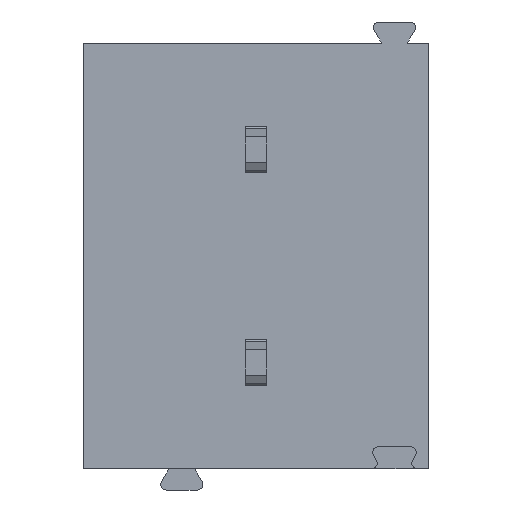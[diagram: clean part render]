
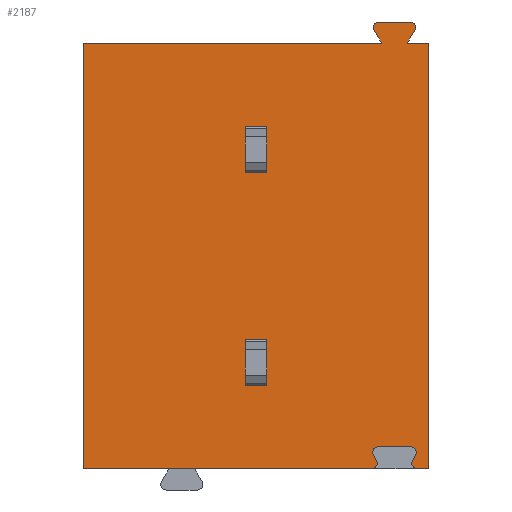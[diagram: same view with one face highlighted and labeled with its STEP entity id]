
A CAD part, front view. The second image highlights one B-rep face of the part: STEP entity #2187.
In plain terms, the highlighted planar face has unit normal (0, -1, 0).
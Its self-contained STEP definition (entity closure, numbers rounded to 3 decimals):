
#38=DIRECTION('',(1.,0.,0.));
#39=VECTOR('',#38,6.77);
#40=CARTESIAN_POINT('',(-4.05,-5.,-7.5));
#41=LINE('',#40,#39);
#54=DIRECTION('',(1.,0.,0.));
#55=VECTOR('',#54,0.26);
#56=CARTESIAN_POINT('',(3.79,-5.,-7.5));
#57=LINE('',#56,#55);
#238=DIRECTION('',(1.,0.,0.));
#239=VECTOR('',#238,0.495);
#240=CARTESIAN_POINT('',(3.555,-5.,2.5));
#241=LINE('',#240,#239);
#254=DIRECTION('',(1.,0.,0.));
#255=VECTOR('',#254,7.005);
#256=CARTESIAN_POINT('',(-4.05,-5.,2.5));
#257=LINE('',#256,#255);
#339=DIRECTION('',(0.,0.,1.));
#340=VECTOR('',#339,10.);
#341=CARTESIAN_POINT('',(4.05,-5.,-7.5));
#342=LINE('',#341,#340);
#359=DIRECTION('',(0.5,0.,-0.866));
#360=VECTOR('',#359,0.144);
#361=CARTESIAN_POINT('',(2.76,-5.,-7.18));
#362=LINE('',#361,#360);
#363=CARTESIAN_POINT('',(2.72,-5.,-7.37));
#364=DIRECTION('',(0.,-1.,0.));
#365=DIRECTION('',(0.,0.,-1.));
#366=AXIS2_PLACEMENT_3D('',#363,#364,#365);
#368=DIRECTION('',(0.,0.,1.));
#369=VECTOR('',#368,10.);
#370=CARTESIAN_POINT('',(-4.05,-5.,-7.5));
#371=LINE('',#370,#369);
#372=DIRECTION('',(0.5,0.,-0.866));
#373=VECTOR('',#372,0.352);
#374=CARTESIAN_POINT('',(2.779,-5.,2.805));
#375=LINE('',#374,#373);
#376=CARTESIAN_POINT('',(2.891,-5.,2.87));
#377=DIRECTION('',(0.,-1.,0.));
#378=DIRECTION('',(0.,0.,1.));
#379=AXIS2_PLACEMENT_3D('',#376,#377,#378);
#381=DIRECTION('',(-1.,0.,0.));
#382=VECTOR('',#381,0.727);
#383=CARTESIAN_POINT('',(3.619,-5.,3.));
#384=LINE('',#383,#382);
#385=CARTESIAN_POINT('',(3.619,-5.,2.87));
#386=DIRECTION('',(0.,-1.,0.));
#387=DIRECTION('',(0.866,0.,-0.5));
#388=AXIS2_PLACEMENT_3D('',#385,#386,#387);
#390=DIRECTION('',(0.5,0.,0.866));
#391=VECTOR('',#390,0.352);
#392=CARTESIAN_POINT('',(3.555,-5.,2.5));
#393=LINE('',#392,#391);
#394=CARTESIAN_POINT('',(3.79,-5.,-7.37));
#395=DIRECTION('',(0.,-1.,0.));
#396=DIRECTION('',(-0.866,0.,0.5));
#397=AXIS2_PLACEMENT_3D('',#394,#395,#396);
#399=DIRECTION('',(0.5,0.,0.866));
#400=VECTOR('',#399,0.144);
#401=CARTESIAN_POINT('',(3.678,-5.,-7.305));
#402=LINE('',#401,#400);
#403=CARTESIAN_POINT('',(3.637,-5.,-7.115));
#404=DIRECTION('',(0.,-1.,0.));
#405=DIRECTION('',(0.866,0.,-0.5));
#406=AXIS2_PLACEMENT_3D('',#403,#404,#405);
#408=DIRECTION('',(-1.,0.,0.));
#409=VECTOR('',#408,0.764);
#410=CARTESIAN_POINT('',(3.637,-5.,-6.985));
#411=LINE('',#410,#409);
#412=CARTESIAN_POINT('',(2.873,-5.,-7.115));
#413=DIRECTION('',(0.,-1.,0.));
#414=DIRECTION('',(0.,0.,1.));
#415=AXIS2_PLACEMENT_3D('',#412,#413,#414);
#417=DIRECTION('',(0.,0.,-1.));
#418=VECTOR('',#417,1.085);
#419=CARTESIAN_POINT('',(-0.25,-5.,0.543));
#420=LINE('',#419,#418);
#421=DIRECTION('',(1.,0.,0.));
#422=VECTOR('',#421,0.5);
#423=CARTESIAN_POINT('',(-0.25,-5.,-0.543));
#424=LINE('',#423,#422);
#425=DIRECTION('',(0.,0.,-1.));
#426=VECTOR('',#425,1.085);
#427=CARTESIAN_POINT('',(0.25,-5.,0.543));
#428=LINE('',#427,#426);
#429=DIRECTION('',(1.,0.,0.));
#430=VECTOR('',#429,0.5);
#431=CARTESIAN_POINT('',(-0.25,-5.,0.543));
#432=LINE('',#431,#430);
#433=DIRECTION('',(0.,0.,-1.));
#434=VECTOR('',#433,1.085);
#435=CARTESIAN_POINT('',(-0.25,-5.,-4.457));
#436=LINE('',#435,#434);
#437=DIRECTION('',(1.,0.,0.));
#438=VECTOR('',#437,0.5);
#439=CARTESIAN_POINT('',(-0.25,-5.,-5.543));
#440=LINE('',#439,#438);
#441=DIRECTION('',(0.,0.,-1.));
#442=VECTOR('',#441,1.085);
#443=CARTESIAN_POINT('',(0.25,-5.,-4.457));
#444=LINE('',#443,#442);
#445=DIRECTION('',(1.,0.,0.));
#446=VECTOR('',#445,0.5);
#447=CARTESIAN_POINT('',(-0.25,-5.,-4.457));
#448=LINE('',#447,#446);
#1351=CARTESIAN_POINT('',(4.05,-5.,-7.5));
#1353=VERTEX_POINT('',#1351);
#1369=CARTESIAN_POINT('',(-4.05,-5.,-7.5));
#1370=VERTEX_POINT('',#1369);
#1371=CARTESIAN_POINT('',(4.05,-5.,2.5));
#1373=VERTEX_POINT('',#1371);
#1389=CARTESIAN_POINT('',(-4.05,-5.,2.5));
#1390=VERTEX_POINT('',#1389);
#1391=CARTESIAN_POINT('',(3.619,-5.,3.));
#1392=CARTESIAN_POINT('',(2.891,-5.,3.));
#1393=VERTEX_POINT('',#1391);
#1394=VERTEX_POINT('',#1392);
#1395=CARTESIAN_POINT('',(2.779,-5.,2.805));
#1396=VERTEX_POINT('',#1395);
#1397=CARTESIAN_POINT('',(3.731,-5.,2.805));
#1398=VERTEX_POINT('',#1397);
#1411=CARTESIAN_POINT('',(2.955,-5.,2.5));
#1412=VERTEX_POINT('',#1411);
#1413=CARTESIAN_POINT('',(3.555,-5.,2.5));
#1414=VERTEX_POINT('',#1413);
#1431=CARTESIAN_POINT('',(2.72,-5.,-7.5));
#1432=VERTEX_POINT('',#1431);
#1433=CARTESIAN_POINT('',(3.79,-5.,-7.5));
#1434=VERTEX_POINT('',#1433);
#1435=CARTESIAN_POINT('',(2.76,-5.,
-7.18));
#1436=CARTESIAN_POINT('',(2.832,-5.,
-7.305));
#1437=VERTEX_POINT('',#1435);
#1438=VERTEX_POINT('',#1436);
#1439=CARTESIAN_POINT('',(3.678,-5.,
-7.305));
#1440=VERTEX_POINT('',#1439);
#1441=CARTESIAN_POINT('',(3.75,-5.,
-7.18));
#1442=VERTEX_POINT('',#1441);
#1443=CARTESIAN_POINT('',(3.637,-5.,
-6.985));
#1444=VERTEX_POINT('',#1443);
#1445=CARTESIAN_POINT('',(2.873,-5.,
-6.985));
#1446=VERTEX_POINT('',#1445);
#1579=CARTESIAN_POINT('',(-0.25,-5.,0.543));
#1580=CARTESIAN_POINT('',(-0.25,-5.,-0.543));
#1581=VERTEX_POINT('',#1579);
#1582=VERTEX_POINT('',#1580);
#1583=CARTESIAN_POINT('',(0.25,-5.,0.543));
#1584=CARTESIAN_POINT('',(0.25,-5.,-0.543));
#1585=VERTEX_POINT('',#1583);
#1586=VERTEX_POINT('',#1584);
#1667=CARTESIAN_POINT('',(-0.25,-5.,-4.457));
#1668=VERTEX_POINT('',#1667);
#1669=CARTESIAN_POINT('',(-0.25,-5.,-5.543));
#1670=VERTEX_POINT('',#1669);
#1671=CARTESIAN_POINT('',(0.25,-5.,-4.457));
#1672=VERTEX_POINT('',#1671);
#1673=CARTESIAN_POINT('',(0.25,-5.,-5.543));
#1674=VERTEX_POINT('',#1673);
#2129=CARTESIAN_POINT('',(-4.05,-5.,-7.5));
#2130=DIRECTION('',(0.,-1.,0.));
#2131=DIRECTION('',(1.,0.,0.));
#2132=AXIS2_PLACEMENT_3D('',#2129,#2130,#2131);
#2133=PLANE('',#2132);
#2135=ORIENTED_EDGE('',*,*,#2134,.T.);
#2137=ORIENTED_EDGE('',*,*,#2136,.F.);
#2138=ORIENTED_EDGE('',*,*,#1776,.F.);
#2140=ORIENTED_EDGE('',*,*,#2139,.T.);
#2141=ORIENTED_EDGE('',*,*,#1973,.T.);
#2143=ORIENTED_EDGE('',*,*,#2142,.F.);
#2145=ORIENTED_EDGE('',*,*,#2144,.F.);
#2147=ORIENTED_EDGE('',*,*,#2146,.F.);
#2149=ORIENTED_EDGE('',*,*,#2148,.F.);
#2151=ORIENTED_EDGE('',*,*,#2150,.F.);
#2152=ORIENTED_EDGE('',*,*,#1965,.T.);
#2153=ORIENTED_EDGE('',*,*,#2102,.F.);
#2154=ORIENTED_EDGE('',*,*,#1784,.F.);
#2156=ORIENTED_EDGE('',*,*,#2155,.F.);
#2158=ORIENTED_EDGE('',*,*,#2157,.T.);
#2160=ORIENTED_EDGE('',*,*,#2159,.T.);
#2162=ORIENTED_EDGE('',*,*,#2161,.T.);
#2164=ORIENTED_EDGE('',*,*,#2163,.T.);
#2165=EDGE_LOOP('',(#2135,#2137,#2138,#2140,#2141,#2143,#2145,#2147,#2149,#2151,
#2152,#2153,#2154,#2156,#2158,#2160,#2162,#2164));
#2166=FACE_OUTER_BOUND('',#2165,.F.);
#2168=ORIENTED_EDGE('',*,*,#2167,.T.);
#2170=ORIENTED_EDGE('',*,*,#2169,.T.);
#2172=ORIENTED_EDGE('',*,*,#2171,.F.);
#2174=ORIENTED_EDGE('',*,*,#2173,.F.);
#2175=EDGE_LOOP('',(#2168,#2170,#2172,#2174));
#2176=FACE_BOUND('',#2175,.F.);
#2178=ORIENTED_EDGE('',*,*,#2177,.T.);
#2180=ORIENTED_EDGE('',*,*,#2179,.T.);
#2182=ORIENTED_EDGE('',*,*,#2181,.F.);
#2184=ORIENTED_EDGE('',*,*,#2183,.F.);
#2185=EDGE_LOOP('',(#2178,#2180,#2182,#2184));
#2186=FACE_BOUND('',#2185,.F.);
#367=CIRCLE('',#366,0.13);
#380=CIRCLE('',#379,0.13);
#389=CIRCLE('',#388,0.13);
#398=CIRCLE('',#397,0.13);
#407=CIRCLE('',#406,0.13);
#416=CIRCLE('',#415,0.13);
#1776=EDGE_CURVE('',#1370,#1432,#41,.T.);
#1784=EDGE_CURVE('',#1434,#1353,#57,.T.);
#1965=EDGE_CURVE('',#1414,#1373,#241,.T.);
#1973=EDGE_CURVE('',#1390,#1412,#257,.T.);
#2102=EDGE_CURVE('',#1353,#1373,#342,.T.);
#2134=EDGE_CURVE('',#1437,#1438,#362,.T.);
#2136=EDGE_CURVE('',#1432,#1438,#367,.T.);
#2139=EDGE_CURVE('',#1370,#1390,#371,.T.);
#2142=EDGE_CURVE('',#1396,#1412,#375,.T.);
#2144=EDGE_CURVE('',#1394,#1396,#380,.T.);
#2146=EDGE_CURVE('',#1393,#1394,#384,.T.);
#2148=EDGE_CURVE('',#1398,#1393,#389,.T.);
#2150=EDGE_CURVE('',#1414,#1398,#393,.T.);
#2155=EDGE_CURVE('',#1440,#1434,#398,.T.);
#2157=EDGE_CURVE('',#1440,#1442,#402,.T.);
#2159=EDGE_CURVE('',#1442,#1444,#407,.T.);
#2161=EDGE_CURVE('',#1444,#1446,#411,.T.);
#2163=EDGE_CURVE('',#1446,#1437,#416,.T.);
#2167=EDGE_CURVE('',#1581,#1582,#420,.T.);
#2169=EDGE_CURVE('',#1582,#1586,#424,.T.);
#2171=EDGE_CURVE('',#1585,#1586,#428,.T.);
#2173=EDGE_CURVE('',#1581,#1585,#432,.T.);
#2177=EDGE_CURVE('',#1668,#1670,#436,.T.);
#2179=EDGE_CURVE('',#1670,#1674,#440,.T.);
#2181=EDGE_CURVE('',#1672,#1674,#444,.T.);
#2183=EDGE_CURVE('',#1668,#1672,#448,.T.);
#2187=ADVANCED_FACE('',(#2166,#2176,#2186),#2133,.T.);
